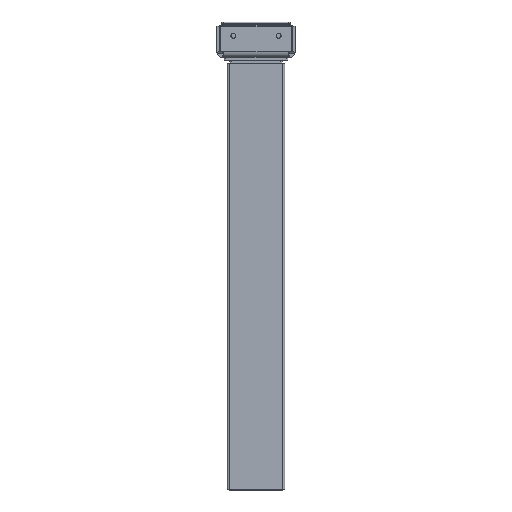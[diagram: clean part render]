
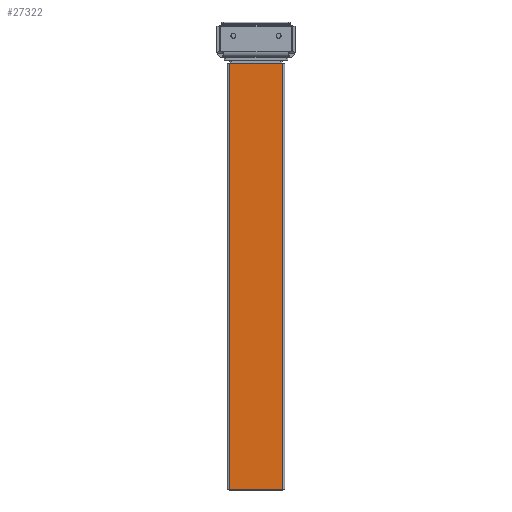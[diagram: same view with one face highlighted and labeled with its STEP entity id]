
A CAD part, top view. The second image highlights one B-rep face of the part: STEP entity #27322.
In plain terms, the highlighted planar face has unit normal (0, 0, 1).
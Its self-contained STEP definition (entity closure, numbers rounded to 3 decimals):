
#331 = VECTOR ( 'NONE', #10839, 1000. ) ;
#1162 = CARTESIAN_POINT ( 'NONE',  ( -37.5, -90., 25. ) ) ;
#1795 = DIRECTION ( 'NONE',  ( 1., 0., 0. ) ) ;
#1890 = LINE ( 'NONE', #5392, #331 ) ;
#2058 = ORIENTED_EDGE ( 'NONE', *, *, #12929, .F. ) ;
#5392 = CARTESIAN_POINT ( 'NONE',  ( -37.5, 502., 25. ) ) ;
#7103 = LINE ( 'NONE', #21442, #12918 ) ;
#8696 = CARTESIAN_POINT ( 'NONE',  ( 37.5, -90., 25. ) ) ;
#9752 = VERTEX_POINT ( 'NONE', #14124 ) ;
#10436 = ORIENTED_EDGE ( 'NONE', *, *, #16902, .T. ) ;
#10839 = DIRECTION ( 'NONE',  ( -1., 0., 0. ) ) ;
#12825 = VECTOR ( 'NONE', #31494, 1000. ) ;
#12918 = VECTOR ( 'NONE', #29032, 1000. ) ;
#12929 = EDGE_CURVE ( 'NONE', #18640, #19466, #13608, .T. ) ;
#13608 = LINE ( 'NONE', #19112, #12825 ) ;
#14124 = CARTESIAN_POINT ( 'NONE',  ( 37.5, 502., 25. ) ) ;
#14139 = CARTESIAN_POINT ( 'NONE',  ( -37.5, 501., 25. ) ) ;
#16637 = DIRECTION ( 'NONE',  ( 0., 0., -1. ) ) ;
#16902 = EDGE_CURVE ( 'NONE', #9752, #19466, #1890, .T. ) ;
#17290 = EDGE_LOOP ( 'NONE', ( #2058, #28585, #32151, #10436 ) ) ;
#17587 = VECTOR ( 'NONE', #23737, 1000. ) ;
#18426 = FACE_OUTER_BOUND ( 'NONE', #17290, .T. ) ;
#18640 = VERTEX_POINT ( 'NONE', #1162 ) ;
#19112 = CARTESIAN_POINT ( 'NONE',  ( -37.5, 501., 25. ) ) ;
#19466 = VERTEX_POINT ( 'NONE', #32097 ) ;
#19928 = EDGE_CURVE ( 'NONE', #31679, #9752, #7103, .T. ) ;
#21238 = CARTESIAN_POINT ( 'NONE',  ( -38., -90., 25. ) ) ;
#21442 = CARTESIAN_POINT ( 'NONE',  ( 37.5, 501., 25. ) ) ;
#22073 = AXIS2_PLACEMENT_3D ( 'NONE', #14139, #16637, #1795 ) ;
#23737 = DIRECTION ( 'NONE',  ( -1., 0., 0. ) ) ;
#24025 = PLANE ( 'NONE',  #22073 ) ;
#27322 = ADVANCED_FACE ( 'NONE', ( #18426 ), #24025, .F. ) ;
#28367 = EDGE_CURVE ( 'NONE', #31679, #18640, #30801, .T. ) ;
#28585 = ORIENTED_EDGE ( 'NONE', *, *, #28367, .F. ) ;
#29032 = DIRECTION ( 'NONE',  ( 0., 1., 0. ) ) ;
#30801 = LINE ( 'NONE', #21238, #17587 ) ;
#31494 = DIRECTION ( 'NONE',  ( 0., 1., 0. ) ) ;
#31679 = VERTEX_POINT ( 'NONE', #8696 ) ;
#32097 = CARTESIAN_POINT ( 'NONE',  ( -37.5, 502., 25. ) ) ;
#32151 = ORIENTED_EDGE ( 'NONE', *, *, #19928, .T. ) ;
